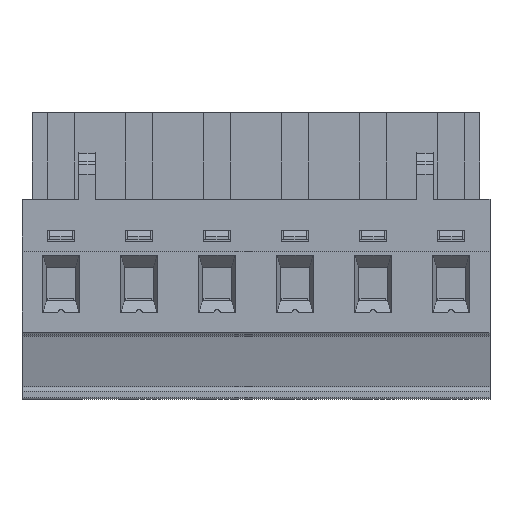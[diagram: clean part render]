
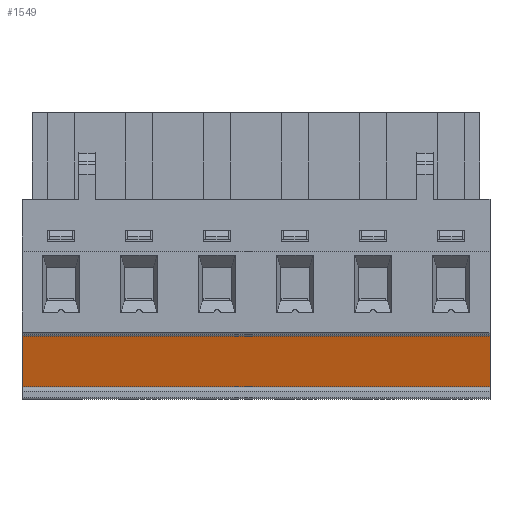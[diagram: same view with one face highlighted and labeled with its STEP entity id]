
A CAD part, left-side view. The second image highlights one B-rep face of the part: STEP entity #1549.
In plain terms, the highlighted planar face has unit normal (-0.966, 0, -0.259).
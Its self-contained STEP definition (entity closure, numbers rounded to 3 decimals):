
#1549 = ADVANCED_FACE( '', ( #3260 ), #3261, .F. );
#3260 = FACE_OUTER_BOUND( '', #5057, .T. );
#3261 = PLANE( '', #5058 );
#5057 = EDGE_LOOP( '', ( #9964, #9965, #9966, #9967 ) );
#5058 = AXIS2_PLACEMENT_3D( '', #9968, #9969, #9970 );
#9964 = ORIENTED_EDGE( '', *, *, #11981, .T. );
#9965 = ORIENTED_EDGE( '', *, *, #12173, .F. );
#9966 = ORIENTED_EDGE( '', *, *, #10892, .T. );
#9967 = ORIENTED_EDGE( '', *, *, #10823, .F. );
#9968 = CARTESIAN_POINT( '', ( -383.01, -996.162, -8.355 ) );
#9969 = DIRECTION( '', ( 0.966, 0., 0.259 ) );
#9970 = DIRECTION( '', ( 0., -1., 0. ) );
#10823 = EDGE_CURVE( '', #13045, #13046, #13047, .T. );
#10892 = EDGE_CURVE( '', #13170, #13046, #13171, .T. );
#11981 = EDGE_CURVE( '', #13045, #14942, #14944, .T. );
#12173 = EDGE_CURVE( '', #13170, #14942, #15215, .F. );
#13045 = VERTEX_POINT( '', #16281 );
#13046 = VERTEX_POINT( '', #16282 );
#13047 = LINE( '', #16283, #16284 );
#13170 = VERTEX_POINT( '', #16475 );
#13171 = LINE( '', #16476, #16477 );
#14942 = VERTEX_POINT( '', #19097 );
#14944 = LINE( '', #19099, #19100 );
#15215 = LINE( '', #19516, #19517 );
#16281 = CARTESIAN_POINT( '', ( -384.64, -967.176, -2.274 ) );
#16282 = CARTESIAN_POINT( '', ( -384.64, -1012.176, -2.274 ) );
#16283 = CARTESIAN_POINT( '', ( -384.64, -996.162, -2.274 ) );
#16284 = VECTOR( '', #20798, 1000. );
#16475 = CARTESIAN_POINT( '', ( -383.343, -1012.176, -7.113 ) );
#16476 = CARTESIAN_POINT( '', ( -386.657, -1012.176, 5.254 ) );
#16477 = VECTOR( '', #20865, 1000. );
#19097 = CARTESIAN_POINT( '', ( -383.343, -967.176, -7.113 ) );
#19099 = CARTESIAN_POINT( '', ( -386.657, -967.176, 5.254 ) );
#19100 = VECTOR( '', #21931, 1000. );
#19516 = CARTESIAN_POINT( '', ( -383.343, -996.162, -7.113 ) );
#19517 = VECTOR( '', #22095, 1000. );
#20798 = DIRECTION( '', ( 0., -1., 0. ) );
#20865 = DIRECTION( '', ( -0.259, 0., 0.966 ) );
#21931 = DIRECTION( '', ( 0.259, 0., -0.966 ) );
#22095 = DIRECTION( '', ( 0., -1., 0. ) );
